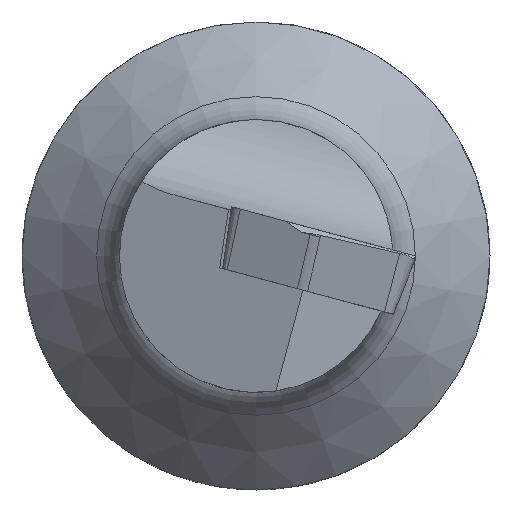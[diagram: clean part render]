
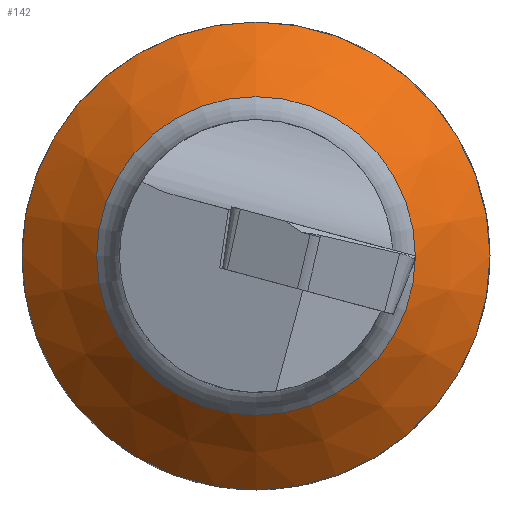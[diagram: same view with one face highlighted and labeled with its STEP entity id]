
A CAD part, left-side view. The second image highlights one B-rep face of the part: STEP entity #142.
In plain terms, the highlighted conical face has half-angle 45 degrees and reference radius 6 mm.
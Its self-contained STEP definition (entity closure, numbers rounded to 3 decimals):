
#99=CONICAL_SURFACE('',#641,6.,45.);
#117=FACE_BOUND('',#223,.T.);
#118=FACE_BOUND('',#224,.T.);
#129=CIRCLE('',#638,6.);
#130=CIRCLE('',#640,4.086);
#142=ADVANCED_FACE('',(#117,#118),#99,.T.);
#223=EDGE_LOOP('',(#286));
#224=EDGE_LOOP('',(#287));
#286=ORIENTED_EDGE('',*,*,#478,.T.);
#287=ORIENTED_EDGE('',*,*,#477,.F.);
#424=VERTEX_POINT('',#910);
#425=VERTEX_POINT('',#913);
#477=EDGE_CURVE('',#424,#424,#129,.T.);
#478=EDGE_CURVE('',#425,#425,#130,.T.);
#638=AXIS2_PLACEMENT_3D('',#909,#714,#715);
#640=AXIS2_PLACEMENT_3D('',#912,#718,#719);
#641=AXIS2_PLACEMENT_3D('',#914,#720,#721);
#714=DIRECTION('',(1.,0.,0.));
#715=DIRECTION('',(0.,0.,1.));
#718=DIRECTION('',(1.,0.,0.));
#719=DIRECTION('',(0.,0.,1.));
#720=DIRECTION('',(1.,0.,0.));
#721=DIRECTION('',(0.,0.,-1.));
#909=CARTESIAN_POINT('',(32.5,0.,0.));
#910=CARTESIAN_POINT('',(32.5,0.,6.));
#912=CARTESIAN_POINT('',(30.586,0.,0.));
#913=CARTESIAN_POINT('',(30.586,0.,4.086));
#914=CARTESIAN_POINT('',(32.5,0.,0.));
